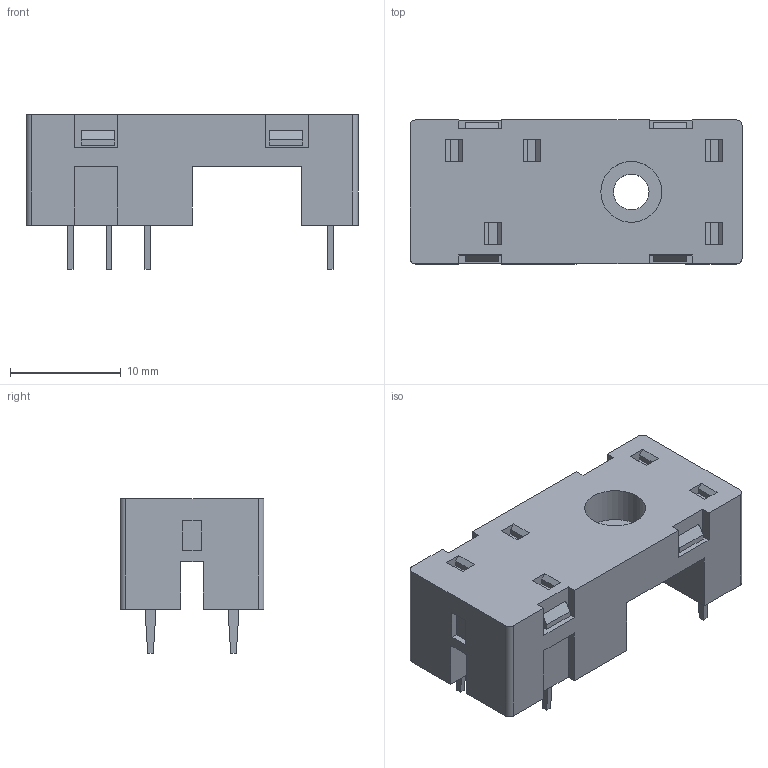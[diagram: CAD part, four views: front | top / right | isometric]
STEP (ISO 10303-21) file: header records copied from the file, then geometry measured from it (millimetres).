
FILE_DESCRIPTION(('STEP AP214'),'1');
FILE_NAME('ZRM3.stp','2022-02-28T14:20:26',(' '),(' '),'Spatial InterOp 3D',' ',' ');
FILE_SCHEMA(('AUTOMOTIVE_DESIGN { 1 0 10303 214 1 1 1 1 }'));
Length unit declared in the file: metre
Products named in the file (1): 1644227569
Bounding box: 30 x 13 x 14 mm (x, y, z)
Volume: 2859.7 mm3; surface area: 2008.3 mm2
Topology: 1 solids, 1 shells, 138 faces, 361 edges, 241 vertices
Faces by surface type: plane 132, cylinder 6
Full cylindrical faces by diameter (mm): 3.2 x1, 5.5 x1
Entity records: 5271 total; most frequent: CARTESIAN_POINT 737, ORIENTED_EDGE 716, DIRECTION 648, EDGE_CURVE 358, LINE 346, VECTOR 346, VERTEX_POINT 240, EDGE_LOOP 158
